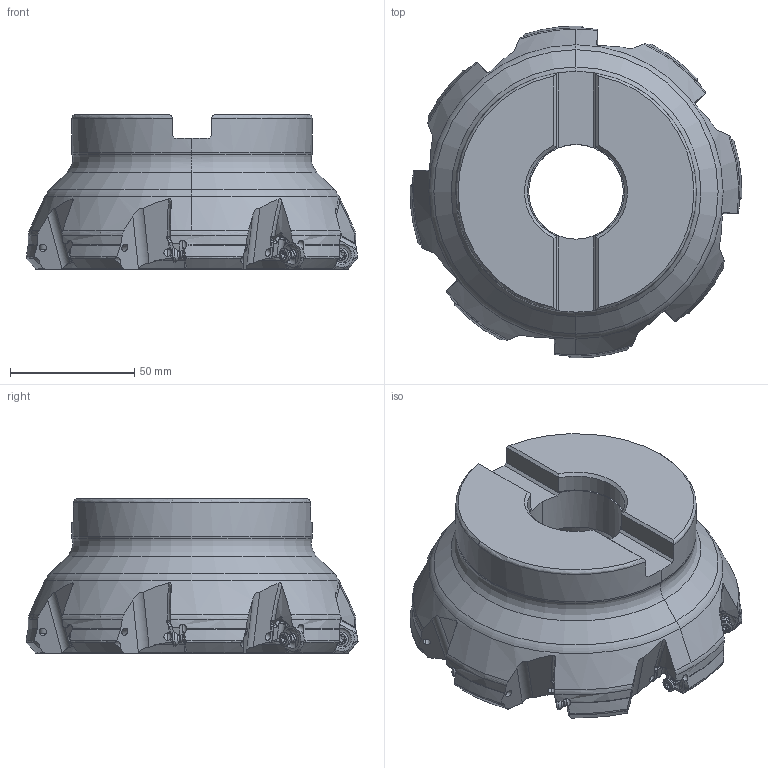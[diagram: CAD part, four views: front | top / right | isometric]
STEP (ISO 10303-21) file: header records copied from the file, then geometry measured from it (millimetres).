
FILE_DESCRIPTION(/* description */ (''),/* implementation_level */ '2;1');
FILE_NAME(/* name */ 'AHX440SUR0508EA.stp',/* time_stamp */ '2017-10-20T17:32:32+09:00',/* author */ (''),/* organization */ (''),/* preprocessor_version */ 'ST-DEVELOPER v16',/* originating_system */ 'SIEMENS PLM Software NX 10.0',/* authorisation */ '');
FILE_SCHEMA (('AUTOMOTIVE_DESIGN { 1 0 10303 214 3 1 1 1 }'));
Products named in the file (1): AHX440SUR0508EA_ASM
Bounding box: 133.59 x 133.68 x 62.35 mm (x, y, z)
Volume: 466082.4 mm3; surface area: 57659.3 mm2
Topology: 9 solids, 9 shells, 1034 faces, 2962 edges, 1938 vertices
Faces by surface type: cylinder 436, plane 236, torus 180, cone 86, extrusion 48, bspline 32, sphere 16
Entity records: 44624 total; most frequent: CARTESIAN_POINT 18234, ORIENTED_EDGE 5892, DIRECTION 5146, EDGE_CURVE 2946, AXIS2_PLACEMENT_3D 2122, VERTEX_POINT 1938, EDGE_LOOP 1076, ADVANCED_FACE 1034
